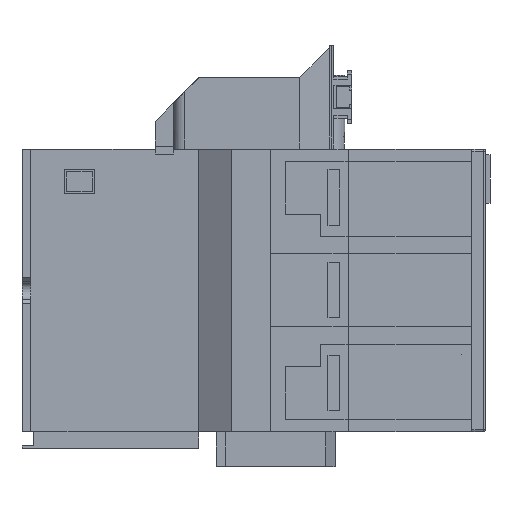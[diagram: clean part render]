
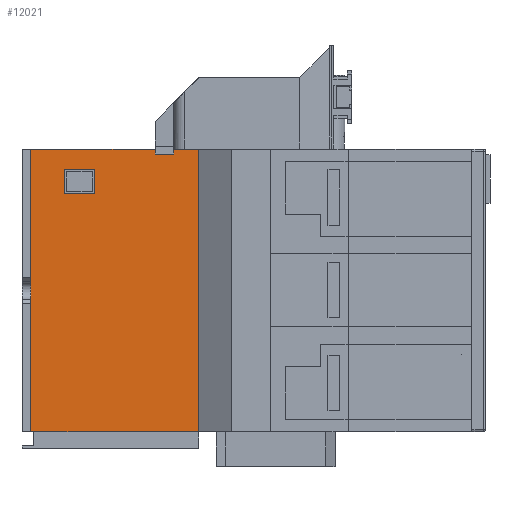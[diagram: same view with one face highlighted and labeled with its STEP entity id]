
A CAD part, front view. The second image highlights one B-rep face of the part: STEP entity #12021.
In plain terms, the highlighted planar face has unit normal (0, -1, 0).
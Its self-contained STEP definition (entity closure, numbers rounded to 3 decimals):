
#16 = DIRECTION ( 'NONE',  ( 1., 0., 0. ) ) ;
#378 = AXIS2_PLACEMENT_3D ( 'NONE', #13330, #8009, #8059 ) ;
#435 = DIRECTION ( 'NONE',  ( -1., 0., 0. ) ) ;
#474 = VERTEX_POINT ( 'NONE', #14061 ) ;
#560 = VERTEX_POINT ( 'NONE', #15478 ) ;
#630 = VERTEX_POINT ( 'NONE', #15871 ) ;
#713 = ORIENTED_EDGE ( 'NONE', *, *, #3308, .T. ) ;
#1384 = VECTOR ( 'NONE', #16, 1000. ) ;
#1738 = ORIENTED_EDGE ( 'NONE', *, *, #15283, .F. ) ;
#1832 = EDGE_CURVE ( 'NONE', #12294, #9933, #11883, .T. ) ;
#1902 = ORIENTED_EDGE ( 'NONE', *, *, #7326, .T. ) ;
#1963 = DIRECTION ( 'NONE',  ( 0., 0., -1. ) ) ;
#2998 = VERTEX_POINT ( 'NONE', #10208 ) ;
#3040 = ORIENTED_EDGE ( 'NONE', *, *, #8945, .T. ) ;
#3308 = EDGE_CURVE ( 'NONE', #560, #14262, #9837, .T. ) ;
#3634 = VECTOR ( 'NONE', #6353, 1000. ) ;
#4157 = FACE_BOUND ( 'NONE', #14142, .T. ) ;
#4296 = ORIENTED_EDGE ( 'NONE', *, *, #1832, .T. ) ;
#4451 = LINE ( 'NONE', #16539, #3634 ) ;
#4550 = CARTESIAN_POINT ( 'NONE',  ( -190.8, -45., 54.7 ) ) ;
#4793 = VECTOR ( 'NONE', #1963, 1000. ) ;
#5291 = VECTOR ( 'NONE', #11965, 1000. ) ;
#5345 = ORIENTED_EDGE ( 'NONE', *, *, #12956, .T. ) ;
#5561 = EDGE_LOOP ( 'NONE', ( #1738, #3040, #713, #1902, #16737 ) ) ;
#5819 = CARTESIAN_POINT ( 'NONE',  ( -206., -45., -64. ) ) ;
#6072 = EDGE_CURVE ( 'NONE', #12294, #6747, #14572, .T. ) ;
#6353 = DIRECTION ( 'NONE',  ( 0., 0., 1. ) ) ;
#6405 = CARTESIAN_POINT ( 'NONE',  ( -177.15, -45., 43.8 ) ) ;
#6431 = VECTOR ( 'NONE', #7836, 1000. ) ;
#6438 = CARTESIAN_POINT ( 'NONE',  ( -177.15, -45., 43.8 ) ) ;
#6488 = DIRECTION ( 'NONE',  ( -1., 0., 0. ) ) ;
#6747 = VERTEX_POINT ( 'NONE', #15587 ) ;
#6785 = LINE ( 'NONE', #4550, #4793 ) ;
#7326 = EDGE_CURVE ( 'NONE', #14262, #630, #4451, .T. ) ;
#7505 = EDGE_CURVE ( 'NONE', #474, #630, #8055, .T. ) ;
#7836 = DIRECTION ( 'NONE',  ( 1., 0., 0. ) ) ;
#8009 = DIRECTION ( 'NONE',  ( 0., -1., 0. ) ) ;
#8023 = CARTESIAN_POINT ( 'NONE',  ( -210., -45., 64. ) ) ;
#8055 = LINE ( 'NONE', #8023, #16533 ) ;
#8059 = DIRECTION ( 'NONE',  ( 1., 0., 0. ) ) ;
#8750 = VECTOR ( 'NONE', #6488, 1000. ) ;
#8945 = EDGE_CURVE ( 'NONE', #15213, #560, #12011, .T. ) ;
#8951 = ORIENTED_EDGE ( 'NONE', *, *, #6072, .F. ) ;
#9505 = DIRECTION ( 'NONE',  ( 0., 0., -1. ) ) ;
#9837 = LINE ( 'NONE', #16757, #6431 ) ;
#9933 = VERTEX_POINT ( 'NONE', #6405 ) ;
#10208 = CARTESIAN_POINT ( 'NONE',  ( -190.8, -45., 43.8 ) ) ;
#10475 = DIRECTION ( 'NONE',  ( 1., 0., 0. ) ) ;
#11613 = CARTESIAN_POINT ( 'NONE',  ( -210., -45., 64. ) ) ;
#11637 = EDGE_CURVE ( 'NONE', #6747, #2998, #6785, .T. ) ;
#11883 = LINE ( 'NONE', #12131, #5291 ) ;
#11965 = DIRECTION ( 'NONE',  ( 0., 0., -1. ) ) ;
#12011 = LINE ( 'NONE', #5819, #16702 ) ;
#12021 = ADVANCED_FACE ( 'NONE', ( #4157, #13190 ), #15953, .T. ) ;
#12131 = CARTESIAN_POINT ( 'NONE',  ( -177.15, -45., 54.7 ) ) ;
#12294 = VERTEX_POINT ( 'NONE', #13906 ) ;
#12956 = EDGE_CURVE ( 'NONE', #9933, #2998, #13570, .T. ) ;
#13190 = FACE_OUTER_BOUND ( 'NONE', #5561, .T. ) ;
#13330 = CARTESIAN_POINT ( 'NONE',  ( -210., -45., -64. ) ) ;
#13458 = CARTESIAN_POINT ( 'NONE',  ( -177.15, -45., 54.7 ) ) ;
#13570 = LINE ( 'NONE', #6438, #8750 ) ;
#13906 = CARTESIAN_POINT ( 'NONE',  ( -177.15, -45., 54.7 ) ) ;
#14061 = CARTESIAN_POINT ( 'NONE',  ( -149.712, -45., 64. ) ) ;
#14142 = EDGE_LOOP ( 'NONE', ( #8951, #4296, #5345, #15648 ) ) ;
#14163 = VECTOR ( 'NONE', #435, 1000. ) ;
#14262 = VERTEX_POINT ( 'NONE', #15797 ) ;
#14572 = LINE ( 'NONE', #13458, #14163 ) ;
#14933 = LINE ( 'NONE', #11613, #1384 ) ;
#15213 = VERTEX_POINT ( 'NONE', #15436 ) ;
#15283 = EDGE_CURVE ( 'NONE', #15213, #474, #14933, .T. ) ;
#15436 = CARTESIAN_POINT ( 'NONE',  ( -206., -45., 64. ) ) ;
#15478 = CARTESIAN_POINT ( 'NONE',  ( -206., -45., -64. ) ) ;
#15587 = CARTESIAN_POINT ( 'NONE',  ( -190.8, -45., 54.7 ) ) ;
#15648 = ORIENTED_EDGE ( 'NONE', *, *, #11637, .F. ) ;
#15797 = CARTESIAN_POINT ( 'NONE',  ( -130., -45., -64. ) ) ;
#15871 = CARTESIAN_POINT ( 'NONE',  ( -130., -45., 64. ) ) ;
#15953 = PLANE ( 'NONE',  #378 ) ;
#16533 = VECTOR ( 'NONE', #10475, 1000. ) ;
#16539 = CARTESIAN_POINT ( 'NONE',  ( -130., -45., -64. ) ) ;
#16702 = VECTOR ( 'NONE', #9505, 1000. ) ;
#16737 = ORIENTED_EDGE ( 'NONE', *, *, #7505, .F. ) ;
#16757 = CARTESIAN_POINT ( 'NONE',  ( -210., -45., -64. ) ) ;
